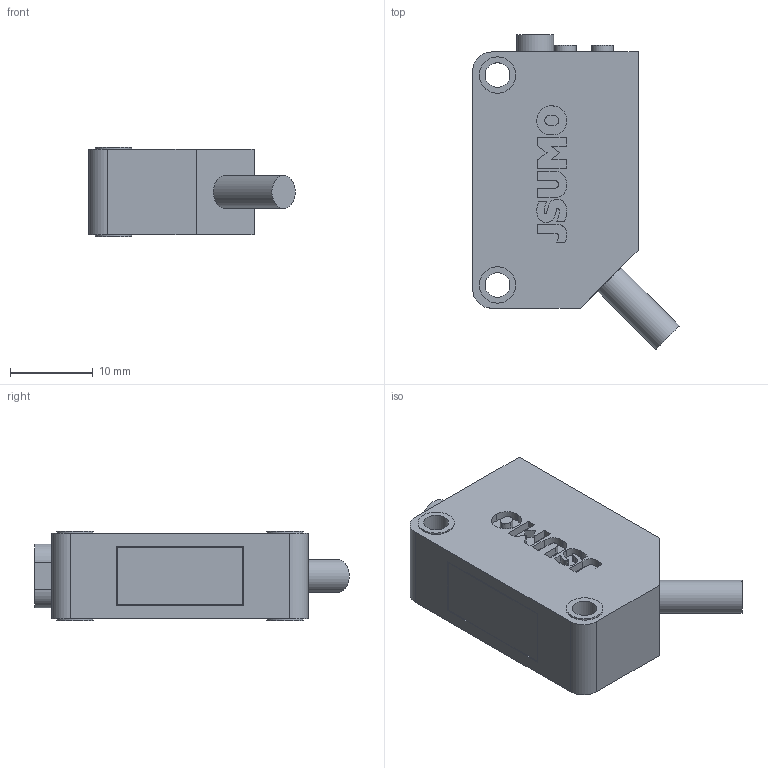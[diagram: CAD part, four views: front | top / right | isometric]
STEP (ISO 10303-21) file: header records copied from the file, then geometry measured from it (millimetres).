
FILE_DESCRIPTION(/* description */ (''),/* implementation_level */ '2;1');
FILE_NAME(/* name */ 'Omron-e3z-d62.stp',/* time_stamp */ '2016-07-22T12:32:11+03:00',/* author */ ('MONSTER'),/* organization */ (''),/* preprocessor_version */ 'ST-DEVELOPER v16.1',/* originating_system */ 'Autodesk Inventor 2016',/* authorisation */ '');
FILE_SCHEMA (('AUTOMOTIVE_DESIGN { 1 0 10303 214 3 1 1 }'));
Length unit declared in the file: metre
Products named in the file (1): Omron-e3z-d62
Bounding box: 24.99 x 38.09 x 10.8 mm (x, y, z)
Volume: 6182.5 mm3; surface area: 2769.9 mm2
Topology: 1 solids, 1 shells, 121 faces, 297 edges, 198 vertices
Faces by surface type: plane 80, bspline 28, cylinder 13
Full cylindrical faces by diameter (mm): 2.6 x2, 3 x2, 4 x1, 4.4 x4
Entity records: 3898 total; most frequent: CARTESIAN_POINT 1060, ORIENTED_EDGE 576, DIRECTION 446, EDGE_CURVE 288, LINE 206, VECTOR 206, VERTEX_POINT 198, EDGE_LOOP 154
